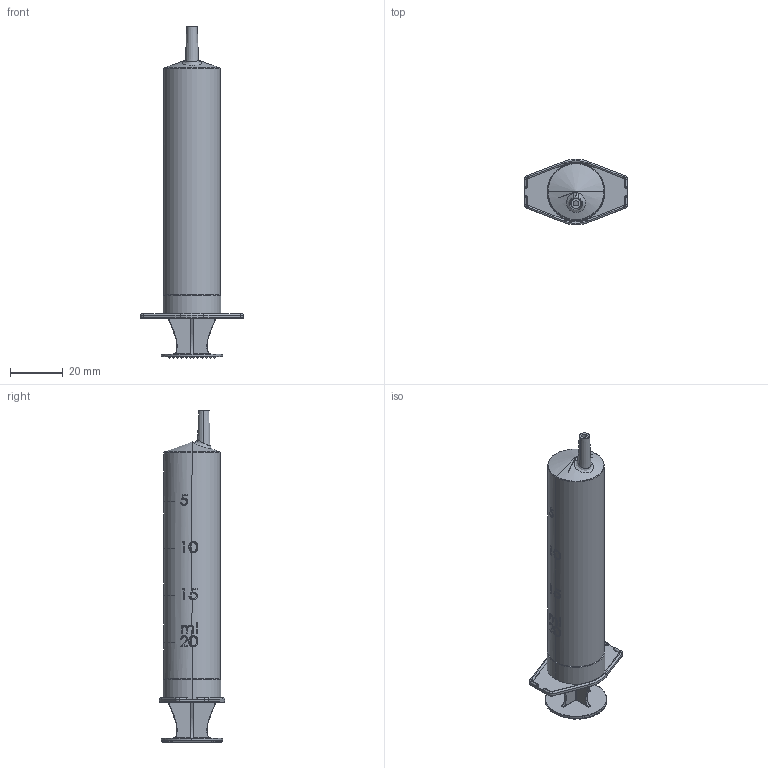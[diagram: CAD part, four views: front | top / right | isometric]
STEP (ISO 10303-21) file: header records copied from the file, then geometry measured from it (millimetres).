
FILE_DESCRIPTION (( 'STEP AP214' ), '1' );
FILE_NAME ('syringe 20ml plastipak.STEP', '2012-09-02T19:17:39', ( '' ), ( '' ), 'SwSTEP 2.0', 'SolidWorks 2011', '' );
FILE_SCHEMA (( 'AUTOMOTIVE_DESIGN' ));
Length unit declared in the file: millimetre
Products named in the file (5): Plunger Assembly_Défaut; rubber plunger_Défaut; plunger_Défaut; body 20ml_Défaut; syringe 20ml plastipak
Assembly tree (4 placements, depth 3):
  syringe 20ml plastipak
    Plunger Assembly_Défaut
      rubber plunger_Défaut
      plunger_Défaut
    body 20ml_Défaut
Bounding box: 39 x 24.93 x 126.01 mm (x, y, z)
Volume: 13567.2 mm3; surface area: 25086 mm2
Topology: 3 solids, 3 shells, 690 faces, 1629 edges, 964 vertices
Faces by surface type: plane 233, cylinder 232, torus 130, bspline 83, cone 12
Entity records: 27329 total; most frequent: CARTESIAN_POINT 9454, DIRECTION 3224, ORIENTED_EDGE 3214, EDGE_CURVE 1607, AXIS2_PLACEMENT_3D 1260, VERTEX_POINT 964, EDGE_LOOP 733, VECTOR 704
